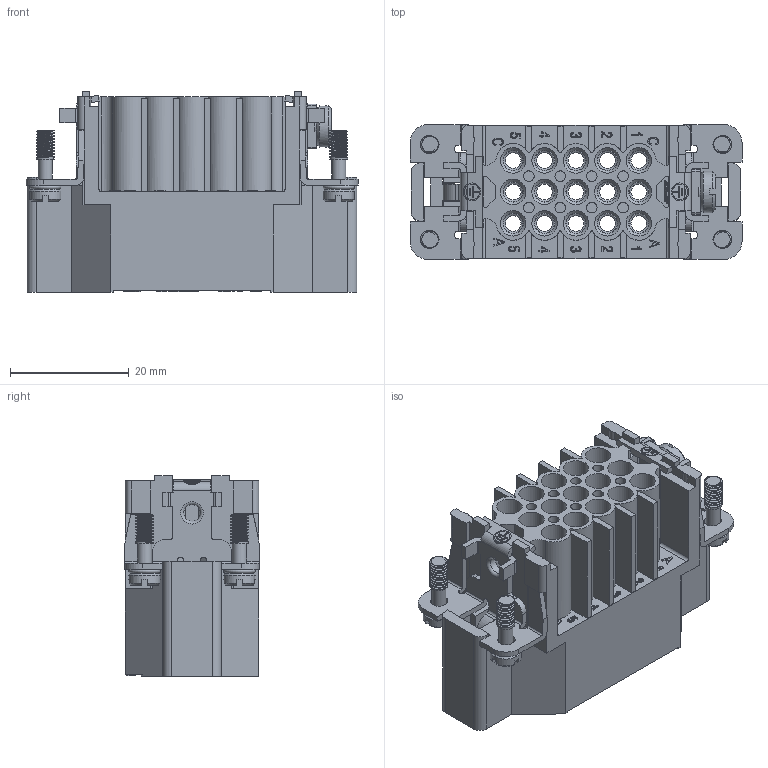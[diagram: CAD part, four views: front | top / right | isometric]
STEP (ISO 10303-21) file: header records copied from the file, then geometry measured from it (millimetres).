
FILE_DESCRIPTION(/* description */ (''),/* implementation_level */ '2;1');
FILE_NAME(/* name */ 'HD-015-MC.stp',/* time_stamp */ '2023-03-21T17:00:37+08:00',/* author */ (''),/* organization */ (''),/* preprocessor_version */ 'ST-DEVELOPER v16',/* originating_system */ 'SIEMENS PLM Software NX 10.0',/* authorisation */ '');
FILE_SCHEMA (('CONFIG_CONTROL_DESIGN'));
Products named in the file (1): HD-015-MC
Bounding box: 56 x 22.7 x 33.9 mm (x, y, z)
Volume: 0.2 mm3; surface area: 17449.4 mm2
Topology: 3 solids, 4 shells, 1291 faces, 3527 edges, 2306 vertices
Faces by surface type: plane 804, cylinder 322, extrusion 68, cone 57, torus 23, bspline 17
Full cylindrical faces by diameter (mm): 1.8 x8, 2.4 x4, 2.6 x2, 2.65 x15, 2.8 x1, 3 x42, 3.05 x15, 3.3 x15, 3.4 x15, 4.3 x15, 4.6 x7, 5.3 x4, 7 x1
Entity records: 54388 total; most frequent: CARTESIAN_POINT 23368, ORIENTED_EDGE 6412, DIRECTION 6032, EDGE_CURVE 3206, VECTOR 2328, LINE 2260, VERTEX_POINT 2186, AXIS2_PLACEMENT_3D 1852
